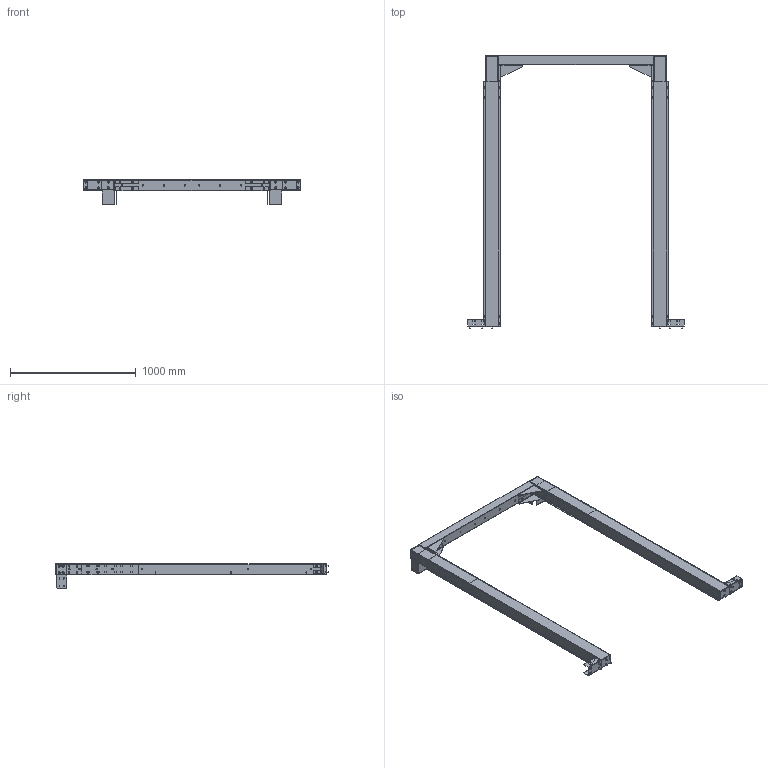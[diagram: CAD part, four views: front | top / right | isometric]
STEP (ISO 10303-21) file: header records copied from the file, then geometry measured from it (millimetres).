
FILE_DESCRIPTION (( 'STEP AP203' ), '1' );
FILE_NAME ('ITK DATAROW Ðàìà âõ. ãðóïïû 42-48U 1200 ÷åð..STEP', '2024-12-18T11:01:25', ( '' ), ( '' ), 'SwSTEP 2.0', 'SolidWorks 2022', '' );
FILE_SCHEMA (( 'CONFIG_CONTROL_DESIGN' ));
Length unit declared in the file: millimetre
Products named in the file (17): АГИЕ 282.01.00.005_-00; Болты с шестигранной головкой (повышенной точности) ГОСТ 7805_М8х20; АГИЕ 282.01.00.001_-00; АГИЕ 282.01.00.008; АГИЕ 282.01.00.012; АГИЕ 282.01.04.000СБ; АГИЕ 282.01.01.000; Гайка DIN 934_М 8; АГИЕ 282.01.00.003; Резьбовая заклепка потай^АГИЕ 282.01.01.000_М6; ITK DATAROW Рама вх. группы 42-48U 1200 чер.; АГИЕ 282.01.00.003_-01; Копия Резьбовая заклепка потай^АГИЕ 282.01.04.000СБ_М6; Болты с шестигранной головкой (повышенной точности) ГОСТ 7805_М8х16; АГИЕ 282.01.03.000СБ; АГИЕ 282.01.00.007_00; АГИЕ 282.01.00.004_-00
Assembly tree (154 placements, depth 3):
  ITK DATAROW Рама вх. группы 42-48U 1200 чер.
    АГИЕ 282.01.00.001_-00  x2
    АГИЕ 282.01.04.000СБ  x2
      АГИЕ 282.01.00.005_-00
      Копия Резьбовая заклепка потай^АГИЕ 282.01.04.000СБ_М6
    АГИЕ 282.01.01.000
      АГИЕ 282.01.00.004_-00
      Резьбовая заклепка потай^АГИЕ 282.01.01.000_М6  x6
    Болты с шестигранной головкой (повышенной точности) ГОСТ 7805_М8х16  x71
    Гайка DIN 934_М 8  x60
    АГИЕ 282.01.03.000СБ  x2
      АГИЕ 282.01.00.007_00
      АГИЕ 282.01.00.012
    АГИЕ 282.01.00.008  x2
    АГИЕ 282.01.00.003
    АГИЕ 282.01.00.003_-01
    Болты с шестигранной головкой (повышенной точности) ГОСТ 7805_М8х20
Bounding box: 1724 x 2168 x 196 mm (x, y, z)
Volume: 4156319.2 mm3; surface area: 4358382.4 mm2
Topology: 153 solids, 153 shells, 4213 faces, 10481 edges, 6654 vertices
Faces by surface type: plane 2048, cylinder 1173, cone 816, torus 144, bspline 32
Entity records: 44639 total; most frequent: CARTESIAN_POINT 7625, DIRECTION 6848, ORIENTED_EDGE 6330, EDGE_CURVE 3165, AXIS2_PLACEMENT_3D 2439, VERTEX_POINT 2014, LINE 1970, VECTOR 1970
